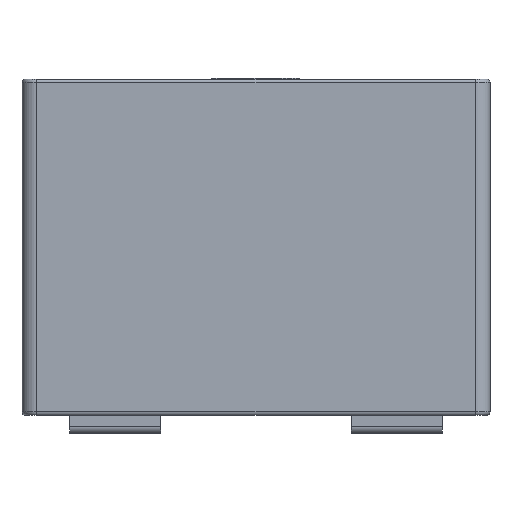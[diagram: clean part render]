
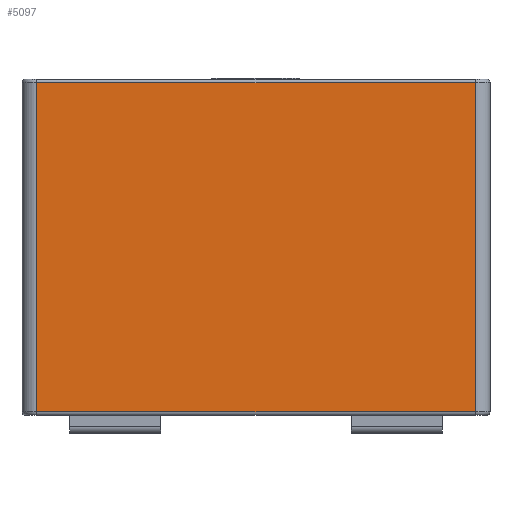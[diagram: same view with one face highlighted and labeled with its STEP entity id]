
A CAD part, front view. The second image highlights one B-rep face of the part: STEP entity #5097.
In plain terms, the highlighted planar face has unit normal (0, -1, 0).
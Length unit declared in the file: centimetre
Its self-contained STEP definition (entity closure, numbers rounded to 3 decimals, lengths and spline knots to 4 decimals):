
#380=LINE('',#7900,#772);
#381=LINE('',#7903,#773);
#382=LINE('',#7905,#774);
#383=LINE('',#7907,#775);
#772=VECTOR('',#5815,100.);
#773=VECTOR('',#5816,100.);
#774=VECTOR('',#5817,100.);
#775=VECTOR('',#5818,100.);
#1377=ORIENTED_EDGE('',*,*,#2308,.T.);
#1378=ORIENTED_EDGE('',*,*,#2309,.T.);
#1379=ORIENTED_EDGE('',*,*,#2310,.T.);
#1380=ORIENTED_EDGE('',*,*,#2311,.T.);
#2308=EDGE_CURVE('',#2797,#2798,#380,.T.);
#2309=EDGE_CURVE('',#2798,#2799,#381,.F.);
#2310=EDGE_CURVE('',#2799,#2800,#382,.F.);
#2311=EDGE_CURVE('',#2800,#2797,#383,.T.);
#2797=VERTEX_POINT('',#7901);
#2798=VERTEX_POINT('',#7902);
#2799=VERTEX_POINT('',#7904);
#2800=VERTEX_POINT('',#7906);
#3074=EDGE_LOOP('',(#1377,#1378,#1379,#1380));
#3302=FACE_BOUND('',#3074,.T.);
#3504=PLANE('',#5331);
#5097=ADVANCED_FACE('',(#3302),#3504,.T.);
#5331=AXIS2_PLACEMENT_3D('',#7899,#5813,#5814);
#5813=DIRECTION('',(0.,-1.,0.));
#5814=DIRECTION('',(0.,0.,-1.));
#5815=DIRECTION('',(0.,0.,-1.));
#5816=DIRECTION('',(-1.,0.,0.));
#5817=DIRECTION('',(0.,0.,-1.));
#5818=DIRECTION('',(-1.,0.,0.));
#7899=CARTESIAN_POINT('',(0.32,-0.33,0.36));
#7900=CARTESIAN_POINT('',(-0.3,-0.33,0.36));
#7901=CARTESIAN_POINT('',(-0.3,-0.33,0.355));
#7902=CARTESIAN_POINT('',(-0.3,-0.33,-0.095));
#7903=CARTESIAN_POINT('',(0.32,-0.33,-0.095));
#7904=CARTESIAN_POINT('',(0.3,-0.33,-0.095));
#7905=CARTESIAN_POINT('',(0.3,-0.33,0.36));
#7906=CARTESIAN_POINT('',(0.3,-0.33,0.355));
#7907=CARTESIAN_POINT('',(-0.3,-0.33,0.355));
